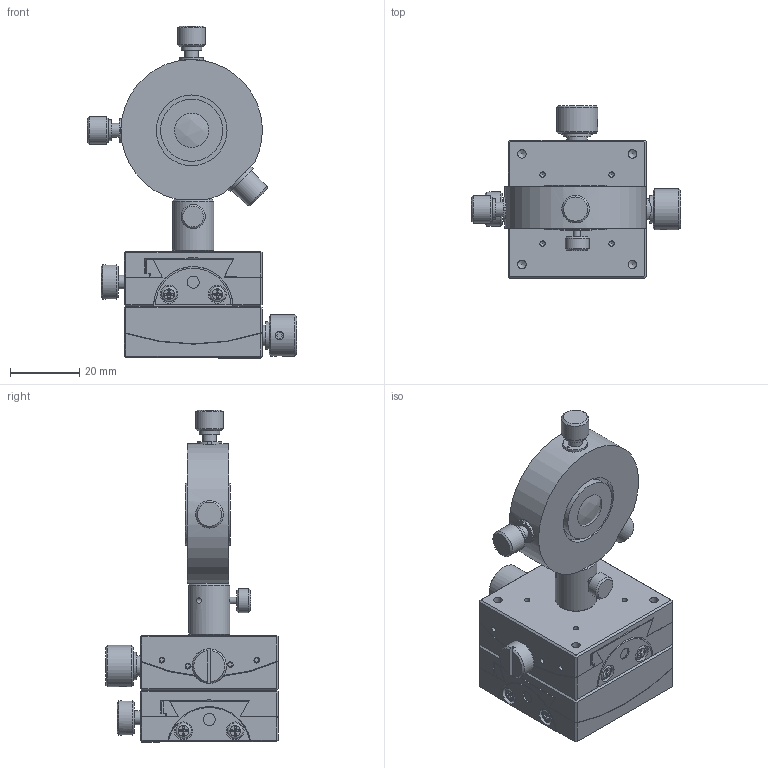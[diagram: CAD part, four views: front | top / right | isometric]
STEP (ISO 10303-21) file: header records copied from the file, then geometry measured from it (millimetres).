
FILE_DESCRIPTION(/* description */ (''),/* implementation_level */ '2;1');
FILE_NAME(/* name */ 'Optomechanic on 2-axis Goni.stp',/* time_stamp */ '2023-04-14T15:46:15-07:00',/* author */ ('sean'),/* organization */ (''),/* preprocessor_version */ 'ST-DEVELOPER v18.1',/* originating_system */ 'Autodesk Inventor 2022',/* authorisation */ '');
FILE_SCHEMA (('AUTOMOTIVE_DESIGN { 1 0 10303 214 3 1 1 }'));
Products named in the file (6): Optomechanic on 2-axis Goni; GOH-40B35; LHCM-12.7 (no rod); RO-6-15; SLSQ-12.7-50P; RS-6-15 (no top)
Assembly tree (5 placements, depth 2):
  Optomechanic on 2-axis Goni
    GOH-40B35
    LHCM-12.7 (no rod)
    RO-6-15
    SLSQ-12.7-50P
    RS-6-15 (no top)
Bounding box: 60.67 x 50 x 96.23 mm (x, y, z)
Volume: 64788.3 mm3; surface area: 36535.8 mm2
Topology: 20 solids, 60 shells, 1052 faces, 2420 edges, 1579 vertices
Faces by surface type: plane 561, cylinder 295, cone 173, torus 18, sphere 5
Full cylindrical faces by diameter (mm): 1.5 x1, 1.567 x22, 1.6 x5, 2 x7, 2.113 x8, 2.3 x3, 2.459 x16, 2.6 x8, 3 x10, 3.2 x8, 3.242 x4, 3.5 x20, 3.6 x4, 4 x8, 4.3 x1, 4.5 x12, 5 x2, 5.2 x8, 5.459 x4, 5.5 x2, 5.6 x1, 6 x16, 6.2 x1, 6.6 x2, 7 x1, 7.2 x2, 8 x5, 9.5 x1, 10 x4, 12 x3
Entity records: 31363 total; most frequent: CARTESIAN_POINT 6761, DIRECTION 5233, ORIENTED_EDGE 4768, EDGE_CURVE 2384, AXIS2_PLACEMENT_3D 1995, VERTEX_POINT 1579, EDGE_LOOP 1283, LINE 1243
